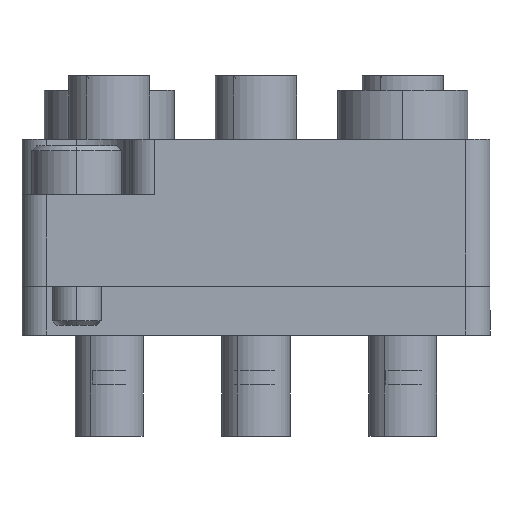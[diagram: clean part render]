
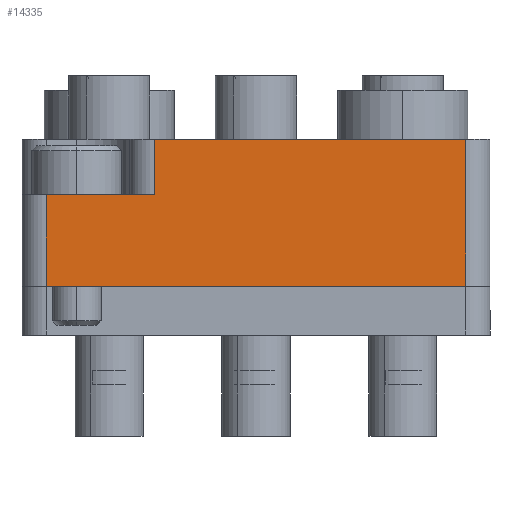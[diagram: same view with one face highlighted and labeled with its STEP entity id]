
A CAD part, front view. The second image highlights one B-rep face of the part: STEP entity #14335.
In plain terms, the highlighted face is planar.
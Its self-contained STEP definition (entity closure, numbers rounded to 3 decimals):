
#96 = LINE ( 'NONE', #14902, #3370 ) ;
#201 = DIRECTION ( 'NONE',  ( 0., 0., -1. ) ) ;
#1415 = VERTEX_POINT ( 'NONE', #6593 ) ;
#1607 = EDGE_CURVE ( 'NONE', #3194, #14937, #5626, .T. ) ;
#1748 = AXIS2_PLACEMENT_3D ( 'NONE', #3971, #5684, #18552 ) ;
#3194 = VERTEX_POINT ( 'NONE', #19802 ) ;
#3301 = VECTOR ( 'NONE', #10981, 1000. ) ;
#3370 = VECTOR ( 'NONE', #201, 1000. ) ;
#3799 = CARTESIAN_POINT ( 'NONE',  ( 30., 9., 14.35 ) ) ;
#3817 = ORIENTED_EDGE ( 'NONE', *, *, #9129, .F. ) ;
#3971 = CARTESIAN_POINT ( 'NONE',  ( 30., 9., 14.35 ) ) ;
#4128 = EDGE_CURVE ( 'NONE', #15352, #12052, #5839, .T. ) ;
#4383 = CARTESIAN_POINT ( 'NONE',  ( 30., 9., -12.85 ) ) ;
#4438 = CARTESIAN_POINT ( 'NONE',  ( 30., 5.6, 6.25 ) ) ;
#5274 = ORIENTED_EDGE ( 'NONE', *, *, #4128, .T. ) ;
#5626 = LINE ( 'NONE', #18696, #6979 ) ;
#5679 = DIRECTION ( 'NONE',  ( 0., 0., -1. ) ) ;
#5684 = DIRECTION ( 'NONE',  ( 1., 0., 0. ) ) ;
#5839 = LINE ( 'NONE', #4438, #3301 ) ;
#5903 = VECTOR ( 'NONE', #5679, 1000. ) ;
#6417 = DIRECTION ( 'NONE',  ( 0., 1., 0. ) ) ;
#6578 = VECTOR ( 'NONE', #6417, 1000. ) ;
#6593 = CARTESIAN_POINT ( 'NONE',  ( 30., 0., -12.85 ) ) ;
#6979 = VECTOR ( 'NONE', #10655, 1000. ) ;
#7506 = FACE_OUTER_BOUND ( 'NONE', #8028, .T. ) ;
#7714 = ORIENTED_EDGE ( 'NONE', *, *, #15677, .F. ) ;
#8028 = EDGE_LOOP ( 'NONE', ( #15299, #9079, #7714, #5274, #3817, #14984 ) ) ;
#8631 = LINE ( 'NONE', #3799, #9323 ) ;
#9079 = ORIENTED_EDGE ( 'NONE', *, *, #15660, .T. ) ;
#9129 = EDGE_CURVE ( 'NONE', #3194, #12052, #96, .T. ) ;
#9323 = VECTOR ( 'NONE', #11854, 1000. ) ;
#10612 = CARTESIAN_POINT ( 'NONE',  ( 30., 0., 14.35 ) ) ;
#10655 = DIRECTION ( 'NONE',  ( 0., -1., 0. ) ) ;
#10981 = DIRECTION ( 'NONE',  ( 0., -1., 0. ) ) ;
#11854 = DIRECTION ( 'NONE',  ( 0., 0., -1. ) ) ;
#12052 = VERTEX_POINT ( 'NONE', #17441 ) ;
#14149 = LINE ( 'NONE', #4383, #6578 ) ;
#14335 = ADVANCED_FACE ( 'NONE', ( #7506 ), #18448, .T. ) ;
#14902 = CARTESIAN_POINT ( 'NONE',  ( 30., 5.6, 7.75 ) ) ;
#14937 = VERTEX_POINT ( 'NONE', #16669 ) ;
#14984 = ORIENTED_EDGE ( 'NONE', *, *, #1607, .T. ) ;
#15299 = ORIENTED_EDGE ( 'NONE', *, *, #15467, .T. ) ;
#15352 = VERTEX_POINT ( 'NONE', #18370 ) ;
#15467 = EDGE_CURVE ( 'NONE', #14937, #1415, #17036, .T. ) ;
#15660 = EDGE_CURVE ( 'NONE', #1415, #19236, #14149, .T. ) ;
#15677 = EDGE_CURVE ( 'NONE', #15352, #19236, #8631, .T. ) ;
#16669 = CARTESIAN_POINT ( 'NONE',  ( 30., 0., 12.85 ) ) ;
#17036 = LINE ( 'NONE', #10612, #5903 ) ;
#17441 = CARTESIAN_POINT ( 'NONE',  ( 30., 5.6, 6.25 ) ) ;
#17549 = CARTESIAN_POINT ( 'NONE',  ( 30., 9., -12.85 ) ) ;
#18370 = CARTESIAN_POINT ( 'NONE',  ( 30., 9., 6.25 ) ) ;
#18448 = PLANE ( 'NONE',  #1748 ) ;
#18552 = DIRECTION ( 'NONE',  ( 0., 1., 0. ) ) ;
#18696 = CARTESIAN_POINT ( 'NONE',  ( 30., 0., 12.85 ) ) ;
#19236 = VERTEX_POINT ( 'NONE', #17549 ) ;
#19802 = CARTESIAN_POINT ( 'NONE',  ( 30., 5.6, 12.85 ) ) ;
